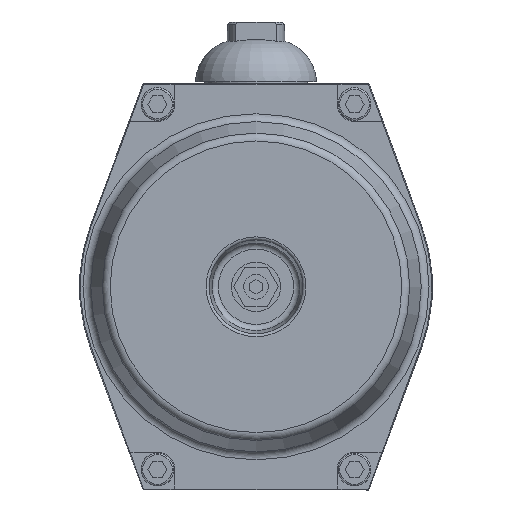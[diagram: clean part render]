
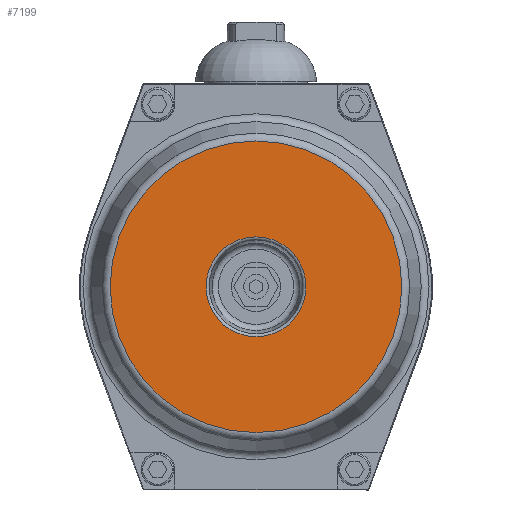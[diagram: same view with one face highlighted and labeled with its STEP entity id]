
A CAD part, left-side view. The second image highlights one B-rep face of the part: STEP entity #7199.
In plain terms, the highlighted planar face has unit normal (-1, 0, 0).
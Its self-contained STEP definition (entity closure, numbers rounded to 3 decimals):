
#1207=PLANE('',#7628);
#2185=ORIENTED_EDGE('',*,*,#3051,.F.);
#2186=ORIENTED_EDGE('',*,*,#3109,.F.);
#3051=EDGE_CURVE('',#3618,#3618,#3931,.T.);
#3109=EDGE_CURVE('',#3672,#3672,#3937,.F.);
#3618=VERTEX_POINT('',#10163);
#3672=VERTEX_POINT('',#10304);
#3931=CIRCLE('',#7594,71.04);
#3937=CIRCLE('',#7629,24.324);
#4241=EDGE_LOOP('',(#2185));
#4242=EDGE_LOOP('',(#2186));
#4686=FACE_BOUND('',#4241,.T.);
#4687=FACE_BOUND('',#4242,.T.);
#7199=ADVANCED_FACE('',(#4686,#4687),#1207,.F.);
#7594=AXIS2_PLACEMENT_3D('',#10162,#8543,#8544);
#7628=AXIS2_PLACEMENT_3D('',#10302,#8663,#8664);
#7629=AXIS2_PLACEMENT_3D('',#10303,#8665,#8666);
#8543=DIRECTION('',(1.,0.,0.));
#8544=DIRECTION('',(0.,0.,-1.));
#8663=DIRECTION('',(1.,0.,0.));
#8664=DIRECTION('',(0.,1.,0.));
#8665=DIRECTION('',(1.,0.,0.));
#8666=DIRECTION('',(0.,0.,-1.));
#10162=CARTESIAN_POINT('',(-166.,0.,0.));
#10163=CARTESIAN_POINT('',(-166.,0.,-71.04));
#10302=CARTESIAN_POINT('',(-166.,48.5,0.));
#10303=CARTESIAN_POINT('',(-166.,0.,0.));
#10304=CARTESIAN_POINT('',(-166.,0.,-24.324));
